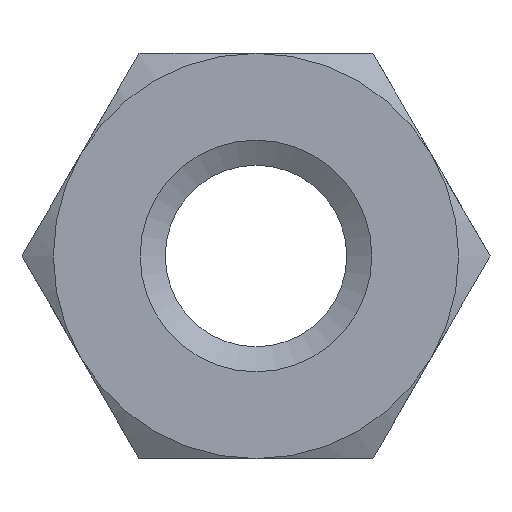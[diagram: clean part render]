
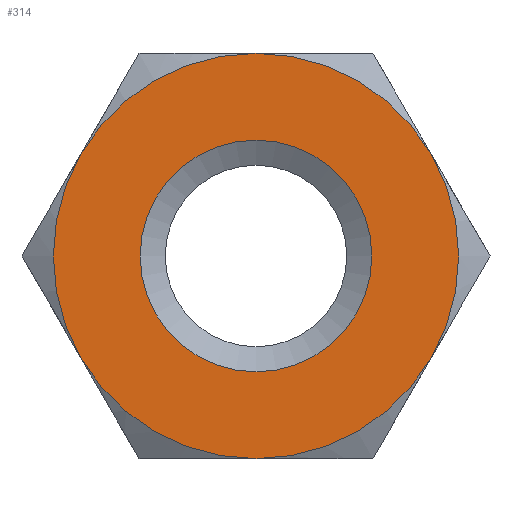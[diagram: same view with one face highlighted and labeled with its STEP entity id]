
A CAD part, left-side view. The second image highlights one B-rep face of the part: STEP entity #314.
In plain terms, the highlighted planar face has unit normal (-1, 0, 0).
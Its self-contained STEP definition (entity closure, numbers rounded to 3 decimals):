
#51=PLANE('',#348);
#62=FACE_BOUND('',#93,.T.);
#67=FACE_OUTER_BOUND('',#92,.T.);
#92=EDGE_LOOP('',(#210,#211,#212,#213,#214,#215));
#93=EDGE_LOOP('',(#216));
#117=CIRCLE('',#345,3.177);
#119=CIRCLE('',#349,5.556);
#120=CIRCLE('',#350,5.556);
#121=CIRCLE('',#351,5.556);
#122=CIRCLE('',#352,5.556);
#123=CIRCLE('',#353,5.556);
#124=CIRCLE('',#354,5.556);
#133=VERTEX_POINT('',#472);
#135=VERTEX_POINT('',#478);
#136=VERTEX_POINT('',#479);
#137=VERTEX_POINT('',#481);
#138=VERTEX_POINT('',#483);
#139=VERTEX_POINT('',#485);
#140=VERTEX_POINT('',#487);
#161=EDGE_CURVE('',#133,#133,#117,.T.);
#163=EDGE_CURVE('',#135,#136,#119,.T.);
#164=EDGE_CURVE('',#136,#137,#120,.T.);
#165=EDGE_CURVE('',#137,#138,#121,.T.);
#166=EDGE_CURVE('',#138,#139,#122,.T.);
#167=EDGE_CURVE('',#139,#140,#123,.T.);
#168=EDGE_CURVE('',#140,#135,#124,.T.);
#210=ORIENTED_EDGE('',*,*,#163,.T.);
#211=ORIENTED_EDGE('',*,*,#164,.T.);
#212=ORIENTED_EDGE('',*,*,#165,.T.);
#213=ORIENTED_EDGE('',*,*,#166,.T.);
#214=ORIENTED_EDGE('',*,*,#167,.T.);
#215=ORIENTED_EDGE('',*,*,#168,.T.);
#216=ORIENTED_EDGE('',*,*,#161,.F.);
#314=ADVANCED_FACE('',(#67,#62),#51,.F.);
#345=AXIS2_PLACEMENT_3D('',#473,#388,#389);
#348=AXIS2_PLACEMENT_3D('',#477,#394,#395);
#349=AXIS2_PLACEMENT_3D('',#480,#396,#397);
#350=AXIS2_PLACEMENT_3D('',#482,#398,#399);
#351=AXIS2_PLACEMENT_3D('',#484,#400,#401);
#352=AXIS2_PLACEMENT_3D('',#486,#402,#403);
#353=AXIS2_PLACEMENT_3D('',#488,#404,#405);
#354=AXIS2_PLACEMENT_3D('',#489,#406,#407);
#388=DIRECTION('center_axis',(-1.,0.,0.));
#389=DIRECTION('ref_axis',(0.,0.,-1.));
#394=DIRECTION('center_axis',(1.,0.,0.));
#395=DIRECTION('ref_axis',(0.,0.,-1.));
#396=DIRECTION('center_axis',(-1.,0.,0.));
#397=DIRECTION('ref_axis',(0.,1.,0.));
#398=DIRECTION('center_axis',(-1.,0.,0.));
#399=DIRECTION('ref_axis',(0.,1.,0.));
#400=DIRECTION('center_axis',(-1.,0.,0.));
#401=DIRECTION('ref_axis',(0.,1.,0.));
#402=DIRECTION('center_axis',(-1.,0.,0.));
#403=DIRECTION('ref_axis',(0.,1.,0.));
#404=DIRECTION('center_axis',(-1.,0.,0.));
#405=DIRECTION('ref_axis',(0.,1.,0.));
#406=DIRECTION('center_axis',(-1.,0.,0.));
#407=DIRECTION('ref_axis',(0.,1.,0.));
#472=CARTESIAN_POINT('',(0.,0.,3.177));
#473=CARTESIAN_POINT('Origin',(0.,0.,0.));
#477=CARTESIAN_POINT('Origin',(0.,0.,0.));
#478=CARTESIAN_POINT('',(0.,-4.812,-2.778));
#479=CARTESIAN_POINT('',(0.,-4.812,2.778));
#480=CARTESIAN_POINT('Origin',(0.,0.,0.));
#481=CARTESIAN_POINT('',(0.,0.,5.556));
#482=CARTESIAN_POINT('Origin',(0.,0.,0.));
#483=CARTESIAN_POINT('',(0.,4.812,2.778));
#484=CARTESIAN_POINT('Origin',(0.,0.,0.));
#485=CARTESIAN_POINT('',(0.,4.812,-2.778));
#486=CARTESIAN_POINT('Origin',(0.,0.,0.));
#487=CARTESIAN_POINT('',(0.,0.,-5.556));
#488=CARTESIAN_POINT('Origin',(0.,0.,0.));
#489=CARTESIAN_POINT('Origin',(0.,0.,0.));
